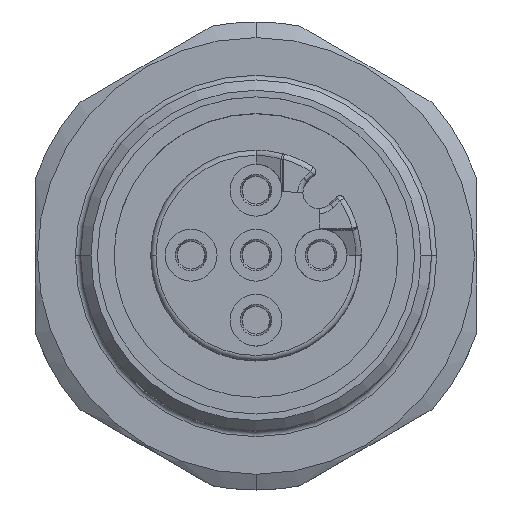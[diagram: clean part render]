
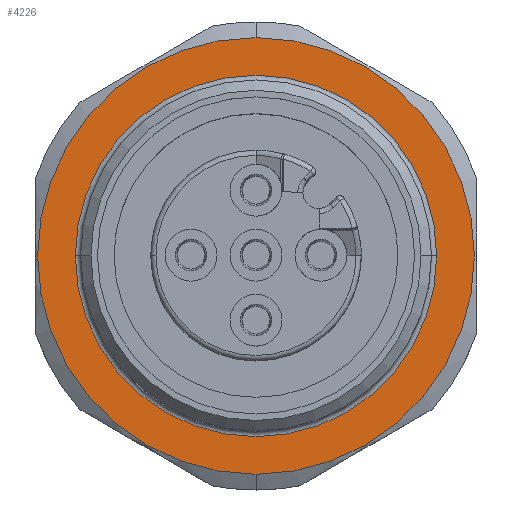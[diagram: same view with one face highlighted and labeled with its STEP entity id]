
A CAD part, top view. The second image highlights one B-rep face of the part: STEP entity #4226.
In plain terms, the highlighted planar face has unit normal (0, 0, 1).
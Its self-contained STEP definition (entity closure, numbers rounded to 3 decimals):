
#45 = AXIS2_PLACEMENT_3D ( 'NONE', #3087, #4043, #747 ) ;
#369 = AXIS2_PLACEMENT_3D ( 'NONE', #2246, #2772, #3242 ) ;
#379 = CARTESIAN_POINT ( 'NONE',  ( 0., 0., 0. ) ) ;
#734 = ORIENTED_EDGE ( 'NONE', *, *, #2095, .T. ) ;
#747 = DIRECTION ( 'NONE',  ( 1., 0., 0. ) ) ;
#870 = EDGE_CURVE ( 'NONE', #4586, #6009, #3038, .T. ) ;
#896 = CIRCLE ( 'NONE', #1514, 6.95 ) ;
#1407 = CARTESIAN_POINT ( 'NONE',  ( 0., 8.4, 0. ) ) ;
#1462 = EDGE_LOOP ( 'NONE', ( #5129, #5970 ) ) ;
#1514 = AXIS2_PLACEMENT_3D ( 'NONE', #1525, #1965, #3299 ) ;
#1525 = CARTESIAN_POINT ( 'NONE',  ( 0., 0., 0. ) ) ;
#1658 = PLANE ( 'NONE',  #45 ) ;
#1750 = EDGE_CURVE ( 'NONE', #3151, #4404, #4415, .T. ) ;
#1965 = DIRECTION ( 'NONE',  ( 0., 0., 1. ) ) ;
#2015 = CARTESIAN_POINT ( 'NONE',  ( 0., -8.4, 0. ) ) ;
#2095 = EDGE_CURVE ( 'NONE', #6009, #4586, #2399, .T. ) ;
#2175 = ORIENTED_EDGE ( 'NONE', *, *, #870, .T. ) ;
#2230 = AXIS2_PLACEMENT_3D ( 'NONE', #379, #5511, #3600 ) ;
#2246 = CARTESIAN_POINT ( 'NONE',  ( 0., 0., 0. ) ) ;
#2379 = FACE_OUTER_BOUND ( 'NONE', #5810, .T. ) ;
#2399 = CIRCLE ( 'NONE', #5440, 8.4 ) ;
#2477 = CARTESIAN_POINT ( 'NONE',  ( 6.95, 0., 0. ) ) ;
#2633 = EDGE_CURVE ( 'NONE', #4404, #3151, #896, .T. ) ;
#2772 = DIRECTION ( 'NONE',  ( 0., 0., 1. ) ) ;
#2802 = CARTESIAN_POINT ( 'NONE',  ( -6.95, 0., 0. ) ) ;
#3038 = CIRCLE ( 'NONE', #369, 8.4 ) ;
#3087 = CARTESIAN_POINT ( 'NONE',  ( 0., 0., 0. ) ) ;
#3151 = VERTEX_POINT ( 'NONE', #2802 ) ;
#3242 = DIRECTION ( 'NONE',  ( 0., -1., 0. ) ) ;
#3299 = DIRECTION ( 'NONE',  ( -1., 0., 0. ) ) ;
#3341 = FACE_BOUND ( 'NONE', #1462, .T. ) ;
#3600 = DIRECTION ( 'NONE',  ( -1., 0., 0. ) ) ;
#4043 = DIRECTION ( 'NONE',  ( 0., 0., 1. ) ) ;
#4226 = ADVANCED_FACE ( 'NONE', ( #2379, #3341 ), #1658, .T. ) ;
#4281 = DIRECTION ( 'NONE',  ( 0., 0., 1. ) ) ;
#4404 = VERTEX_POINT ( 'NONE', #2477 ) ;
#4415 = CIRCLE ( 'NONE', #2230, 6.95 ) ;
#4586 = VERTEX_POINT ( 'NONE', #1407 ) ;
#4777 = DIRECTION ( 'NONE',  ( 0., -1., 0. ) ) ;
#4798 = CARTESIAN_POINT ( 'NONE',  ( 0., 0., 0. ) ) ;
#5129 = ORIENTED_EDGE ( 'NONE', *, *, #1750, .F. ) ;
#5440 = AXIS2_PLACEMENT_3D ( 'NONE', #4798, #4281, #4777 ) ;
#5511 = DIRECTION ( 'NONE',  ( 0., 0., 1. ) ) ;
#5810 = EDGE_LOOP ( 'NONE', ( #734, #2175 ) ) ;
#5970 = ORIENTED_EDGE ( 'NONE', *, *, #2633, .F. ) ;
#6009 = VERTEX_POINT ( 'NONE', #2015 ) ;
